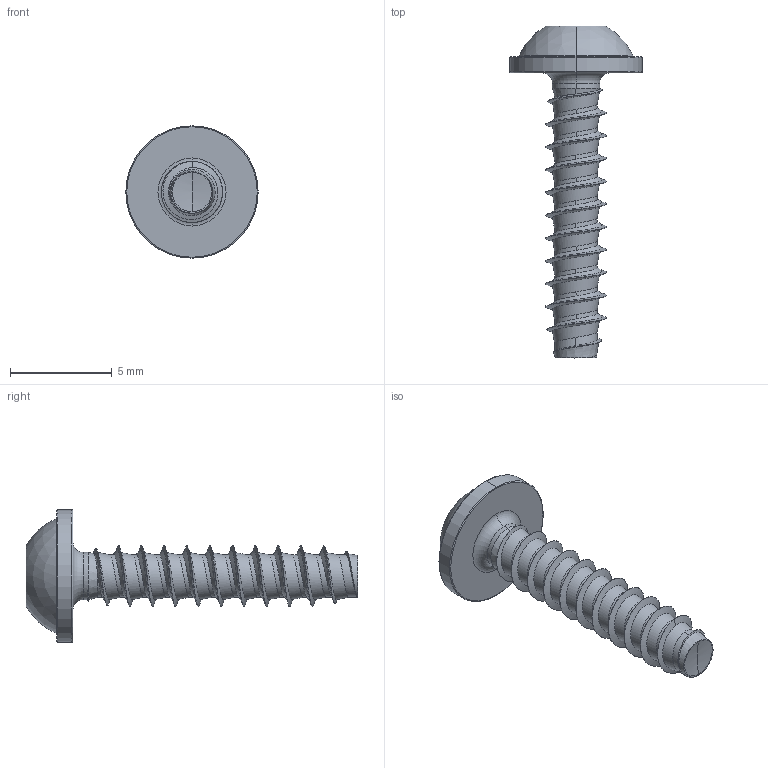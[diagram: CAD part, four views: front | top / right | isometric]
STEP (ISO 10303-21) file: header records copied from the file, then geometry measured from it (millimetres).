
FILE_DESCRIPTION (( 'STEP AP203' ), '1' );
FILE_NAME ('STP380300140.STEP', '2017-08-15T17:35:46', ( '' ), ( '' ), 'SwSTEP 2.0', 'SolidWorks 2015', '' );
FILE_SCHEMA (( 'CONFIG_CONTROL_DESIGN' ));
Length unit declared in the file: millimetre
Products named in the file (1): STP380300140
Bounding box: 6.5 x 16.3 x 6.5 mm (x, y, z)
Volume: 102.2 mm3; surface area: 252.4 mm2
Topology: 1 solids, 1 shells, 110 faces, 274 edges, 167 vertices
Faces by surface type: cylinder 49, bspline 35, cone 11, torus 8, sphere 4, plane 3
Entity records: 20104 total; most frequent: CARTESIAN_POINT 17811, ORIENTED_EDGE 544, DIRECTION 352, EDGE_CURVE 272, VERTEX_POINT 167, AXIS2_PLACEMENT_3D 144, B_SPLINE_CURVE_WITH_KNOTS 116, EDGE_LOOP 113
